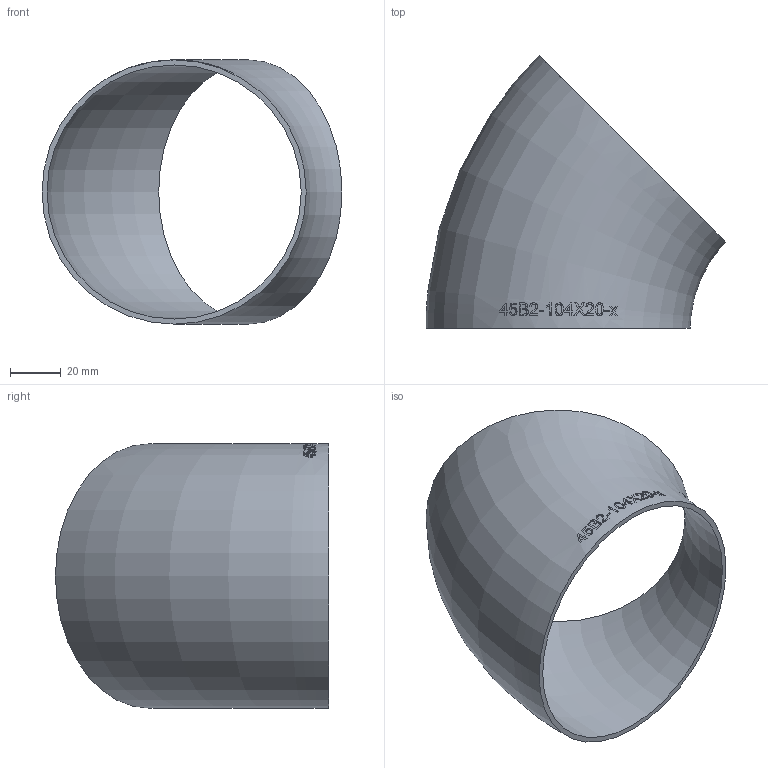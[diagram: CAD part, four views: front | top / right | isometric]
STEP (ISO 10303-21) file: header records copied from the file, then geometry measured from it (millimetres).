
FILE_DESCRIPTION (( 'STEP AP214' ), '1' );
FILE_NAME ('45B2-104X20-x Bogen 2005.STEP', '2020-05-05T11:22:36', ( '' ), ( '' ), 'SwSTEP 2.0', 'SolidWorks 2019', '' );
FILE_SCHEMA (( 'AUTOMOTIVE_DESIGN' ));
Length unit declared in the file: millimetre
Products named in the file (1): 45B2-104X20-x Bogen 2005
Bounding box: 118.06 x 107.48 x 104 mm (x, y, z)
Volume: 50332.1 mm3; surface area: 51625.8 mm2
Topology: 1 solids, 1 shells, 178 faces, 475 edges, 317 vertices
Faces by surface type: bspline 155, torus 21, plane 2
Entity records: 20219 total; most frequent: CARTESIAN_POINT 15301, ORIENTED_EDGE 938, EDGE_CURVE 469, B_SPLINE_CURVE_WITH_KNOTS 465, VERTEX_POINT 314, EDGE_LOOP 201, FACE_OUTER_BOUND 180, ADVANCED_FACE 178
